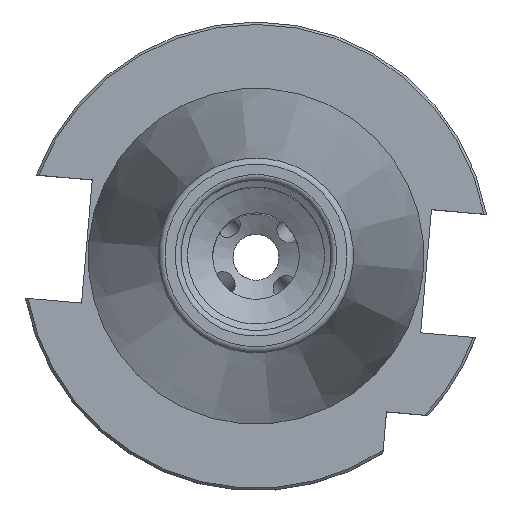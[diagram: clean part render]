
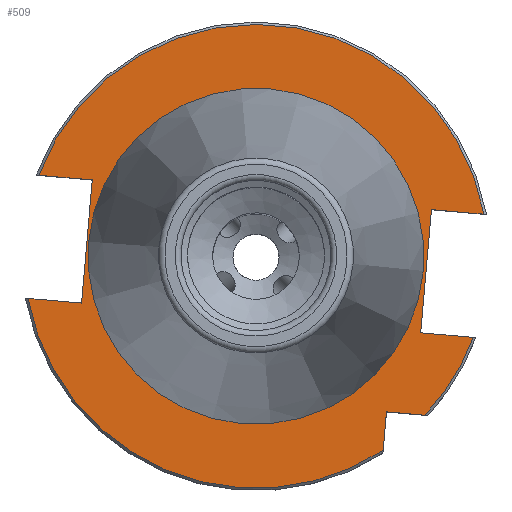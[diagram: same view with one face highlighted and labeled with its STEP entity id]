
A CAD part, top view. The second image highlights one B-rep face of the part: STEP entity #509.
In plain terms, the highlighted planar face has unit normal (0, 0, 1).
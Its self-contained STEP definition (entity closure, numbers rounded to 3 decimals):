
#358=PLANE('',#3868);
#509=ADVANCED_FACE('',(#1225,#1226),#358,.T.);
#797=LINE('',#7013,#965);
#798=LINE('',#7015,#966);
#799=LINE('',#7016,#967);
#800=LINE('',#7018,#968);
#801=LINE('',#7020,#969);
#802=LINE('',#7021,#970);
#803=LINE('',#7023,#971);
#804=LINE('',#7025,#972);
#965=VECTOR('',#4681,1.);
#966=VECTOR('',#4682,1.);
#967=VECTOR('',#4683,1.);
#968=VECTOR('',#4684,1.);
#969=VECTOR('',#4685,1.);
#970=VECTOR('',#4686,1.);
#971=VECTOR('',#4687,1.);
#972=VECTOR('',#4688,1.);
#1225=FACE_BOUND('',#1478,.T.);
#1226=FACE_BOUND('',#1479,.T.);
#1478=EDGE_LOOP('',(#2178,#2179,#2180,#2181,#2182,#2183,#2184,#2185,#2186,
#2187,#2188));
#1479=EDGE_LOOP('',(#2189));
#2178=ORIENTED_EDGE('',*,*,#3263,.F.);
#2179=ORIENTED_EDGE('',*,*,#3264,.F.);
#2180=ORIENTED_EDGE('',*,*,#3229,.F.);
#2181=ORIENTED_EDGE('',*,*,#3265,.F.);
#2182=ORIENTED_EDGE('',*,*,#3266,.F.);
#2183=ORIENTED_EDGE('',*,*,#3267,.F.);
#2184=ORIENTED_EDGE('',*,*,#3262,.F.);
#2185=ORIENTED_EDGE('',*,*,#3268,.T.);
#2186=ORIENTED_EDGE('',*,*,#3269,.T.);
#2187=ORIENTED_EDGE('',*,*,#3270,.T.);
#2188=ORIENTED_EDGE('',*,*,#3195,.F.);
#2189=ORIENTED_EDGE('',*,*,#3271,.T.);
#2794=VERTEX_POINT('',#6687);
#2795=VERTEX_POINT('',#6689);
#2816=VERTEX_POINT('',#6849);
#2817=VERTEX_POINT('',#6854);
#2838=VERTEX_POINT('',#7005);
#2839=VERTEX_POINT('',#7010);
#2840=VERTEX_POINT('',#7014);
#2841=VERTEX_POINT('',#7017);
#2842=VERTEX_POINT('',#7019);
#2843=VERTEX_POINT('',#7022);
#2844=VERTEX_POINT('',#7024);
#2845=VERTEX_POINT('',#7027);
#3195=EDGE_CURVE('',#2794,#2795,#3510,.T.);
#3229=EDGE_CURVE('',#2817,#2816,#3521,.T.);
#3262=EDGE_CURVE('',#2839,#2838,#3532,.T.);
#3263=EDGE_CURVE('',#2840,#2794,#797,.T.);
#3264=EDGE_CURVE('',#2816,#2840,#798,.T.);
#3265=EDGE_CURVE('',#2841,#2817,#799,.T.);
#3266=EDGE_CURVE('',#2842,#2841,#800,.T.);
#3267=EDGE_CURVE('',#2838,#2842,#801,.T.);
#3268=EDGE_CURVE('',#2839,#2843,#802,.T.);
#3269=EDGE_CURVE('',#2843,#2844,#803,.T.);
#3270=EDGE_CURVE('',#2844,#2795,#804,.T.);
#3271=EDGE_CURVE('',#2845,#2845,#3533,.T.);
#3510=CIRCLE('',#3821,48.225);
#3521=CIRCLE('',#3843,48.225);
#3532=CIRCLE('',#3865,48.225);
#3533=CIRCLE('',#3867,34.645);
#3821=AXIS2_PLACEMENT_3D('',#6688,#4569,#4570);
#3843=AXIS2_PLACEMENT_3D('',#6855,#4623,#4624);
#3865=AXIS2_PLACEMENT_3D('',#7011,#4677,#4678);
#3867=AXIS2_PLACEMENT_3D('',#7026,#4689,#4690);
#3868=AXIS2_PLACEMENT_3D('',#7028,#4691,#4692);
#4569=DIRECTION('',(0.,0.,-1.));
#4570=DIRECTION('',(0.996,-0.087,0.));
#4623=DIRECTION('',(0.,0.,-1.));
#4624=DIRECTION('',(0.996,-0.087,0.));
#4677=DIRECTION('',(0.,0.,-1.));
#4678=DIRECTION('',(0.996,-0.087,0.));
#4681=DIRECTION('',(-0.087,-0.996,0.));
#4682=DIRECTION('',(-0.996,0.087,0.));
#4683=DIRECTION('',(0.996,-0.087,0.));
#4684=DIRECTION('',(-0.087,-0.996,0.));
#4685=DIRECTION('',(-0.996,0.087,0.));
#4686=DIRECTION('',(0.996,-0.087,0.));
#4687=DIRECTION('',(-0.087,-0.996,0.));
#4688=DIRECTION('',(-0.996,0.087,0.));
#4689=DIRECTION('',(0.,0.,-1.));
#4690=DIRECTION('',(0.996,-0.087,0.));
#4691=DIRECTION('',(0.,0.,1.));
#4692=DIRECTION('',(-0.996,0.087,0.));
#6687=CARTESIAN_POINT('',(26.435,-40.334,-3.2));
#6688=CARTESIAN_POINT('',(0.,0.,-3.2));
#6689=CARTESIAN_POINT('',(-47.425,-8.75,-3.2));
#6849=CARTESIAN_POINT('',(35.131,-33.038,-3.2));
#6854=CARTESIAN_POINT('',(45.185,-16.852,-3.2));
#6855=CARTESIAN_POINT('',(0.,0.,-3.2));
#7005=CARTESIAN_POINT('',(47.425,8.75,-3.2));
#7010=CARTESIAN_POINT('',(-45.185,16.852,-3.2));
#7011=CARTESIAN_POINT('',(0.,0.,-3.2));
#7013=CARTESIAN_POINT('',(29.736,-2.602,-3.2));
#7014=CARTESIAN_POINT('',(27.135,-32.338,-3.2));
#7015=CARTESIAN_POINT('',(-50.643,-25.533,-3.2));
#7016=CARTESIAN_POINT('',(-49.161,-8.598,-3.2));
#7017=CARTESIAN_POINT('',(34.245,-15.895,-3.2));
#7018=CARTESIAN_POINT('',(35.365,-3.094,-3.2));
#7019=CARTESIAN_POINT('',(36.485,9.707,-3.2));
#7020=CARTESIAN_POINT('',(-46.922,17.004,-3.2));
#7021=CARTESIAN_POINT('',(-46.922,17.004,-3.2));
#7022=CARTESIAN_POINT('',(-34.046,15.878,-3.2));
#7023=CARTESIAN_POINT('',(-35.166,3.077,-3.2));
#7024=CARTESIAN_POINT('',(-36.286,-9.725,-3.2));
#7025=CARTESIAN_POINT('',(-49.161,-8.598,-3.2));
#7026=CARTESIAN_POINT('',(0.,0.,-3.2));
#7027=CARTESIAN_POINT('',(34.513,-3.02,-3.2));
#7028=CARTESIAN_POINT('',(-48.041,4.203,-3.2));
